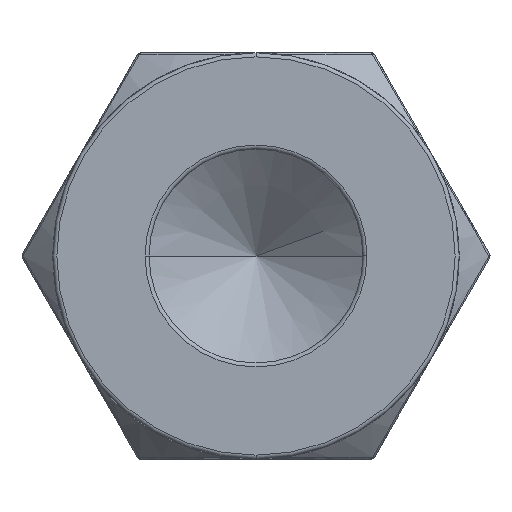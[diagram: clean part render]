
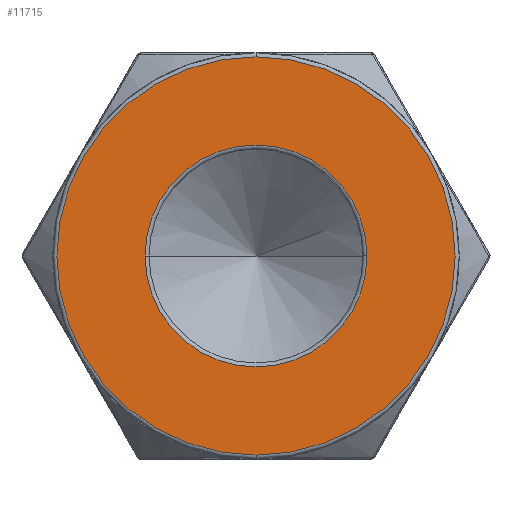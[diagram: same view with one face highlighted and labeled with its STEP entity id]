
A CAD part, left-side view. The second image highlights one B-rep face of the part: STEP entity #11715.
In plain terms, the highlighted face is planar.
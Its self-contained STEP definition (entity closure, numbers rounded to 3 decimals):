
#8983=CARTESIAN_POINT('',(0.,0.,0.));
#8984=DIRECTION('',(-1.,0.,0.));
#8985=DIRECTION('',(0.,1.,0.));
#8986=AXIS2_PLACEMENT_3D('',#8983,#8984,#8985);
#8988=CARTESIAN_POINT('',(0.,0.,0.));
#8989=DIRECTION('',(-1.,0.,0.));
#8990=DIRECTION('',(0.,-1.,0.));
#8991=AXIS2_PLACEMENT_3D('',#8988,#8989,#8990);
#8993=CARTESIAN_POINT('',(0.,0.,0.));
#8994=DIRECTION('',(1.,0.,0.));
#8995=DIRECTION('',(0.,0.,1.));
#8996=AXIS2_PLACEMENT_3D('',#8993,#8994,#8995);
#8998=CARTESIAN_POINT('',(0.,0.,0.));
#8999=DIRECTION('',(1.,0.,0.));
#9000=DIRECTION('',(0.,0.,-1.));
#9001=AXIS2_PLACEMENT_3D('',#8998,#8999,#9000);
#11526=CARTESIAN_POINT('',(0.,5.188,0.));
#11527=CARTESIAN_POINT('',(0.,-5.188,0.));
#11528=VERTEX_POINT('',#11526);
#11529=VERTEX_POINT('',#11527);
#11559=CARTESIAN_POINT('',(0.,0.,9.313));
#11560=CARTESIAN_POINT('',(0.,0.,-9.313));
#11561=VERTEX_POINT('',#11559);
#11562=VERTEX_POINT('',#11560);
#11698=CARTESIAN_POINT('',(0.,0.,0.));
#11699=DIRECTION('',(1.,0.,0.));
#11700=DIRECTION('',(0.,-1.,0.));
#11701=AXIS2_PLACEMENT_3D('',#11698,#11699,#11700);
#11702=PLANE('',#11701);
#11704=ORIENTED_EDGE('',*,*,#11703,.F.);
#11706=ORIENTED_EDGE('',*,*,#11705,.F.);
#11707=EDGE_LOOP('',(#11704,#11706));
#11708=FACE_OUTER_BOUND('',#11707,.F.);
#11710=ORIENTED_EDGE('',*,*,#11709,.F.);
#11712=ORIENTED_EDGE('',*,*,#11711,.F.);
#11713=EDGE_LOOP('',(#11710,#11712));
#11714=FACE_BOUND('',#11713,.F.);
#8987=CIRCLE('',#8986,5.188);
#8992=CIRCLE('',#8991,5.188);
#8997=CIRCLE('',#8996,9.313);
#9002=CIRCLE('',#9001,9.313);
#11703=EDGE_CURVE('',#11561,#11562,#8997,.T.);
#11705=EDGE_CURVE('',#11562,#11561,#9002,.T.);
#11709=EDGE_CURVE('',#11528,#11529,#8987,.T.);
#11711=EDGE_CURVE('',#11529,#11528,#8992,.T.);
#11715=ADVANCED_FACE('',(#11708,#11714),#11702,.T.);
